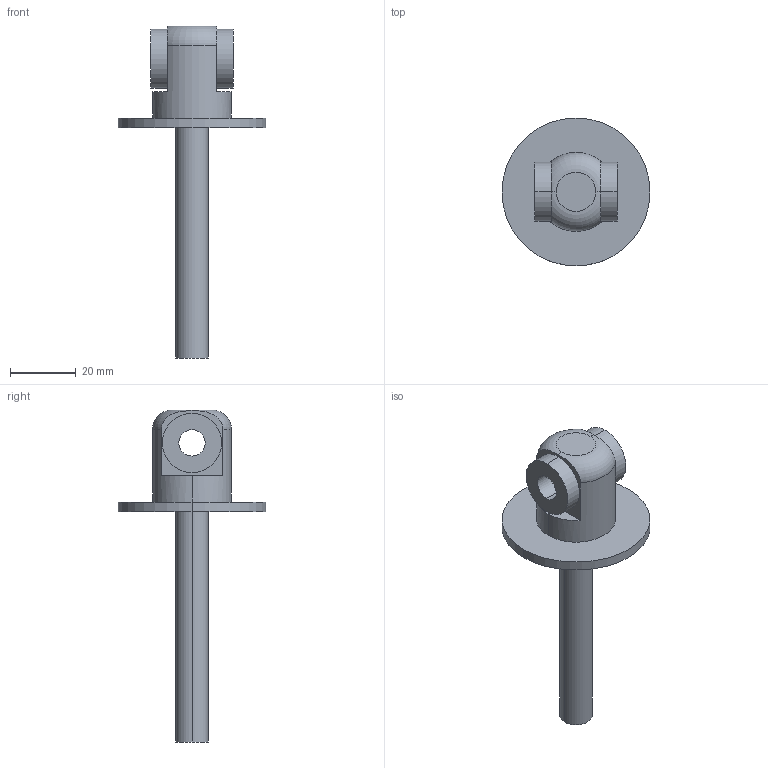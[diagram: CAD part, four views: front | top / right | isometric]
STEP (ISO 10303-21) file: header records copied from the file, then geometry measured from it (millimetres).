
FILE_DESCRIPTION (( 'STEP AP203' ), '1' );
FILE_NAME ('Solidworks_Beae_Holder.STEP', '2025-09-14T23:02:56', ( '' ), ( '' ), 'SwSTEP 2.0', 'SolidWorks 2023', '' );
FILE_SCHEMA (( 'CONFIG_CONTROL_DESIGN' ));
Length unit declared in the file: millimetre
Products named in the file (1): Solidworks_Beae_Holder
Bounding box: 45 x 45 x 101 mm (x, y, z)
Volume: 21614.9 mm3; surface area: 8770.6 mm2
Topology: 1 solids, 1 shells, 24 faces, 54 edges, 36 vertices
Faces by surface type: cylinder 12, plane 10, torus 2
Entity records: 851 total; most frequent: CARTESIAN_POINT 203, DIRECTION 132, ORIENTED_EDGE 108, AXIS2_PLACEMENT_3D 57, EDGE_CURVE 54, VERTEX_POINT 36, CIRCLE 32, EDGE_LOOP 30
